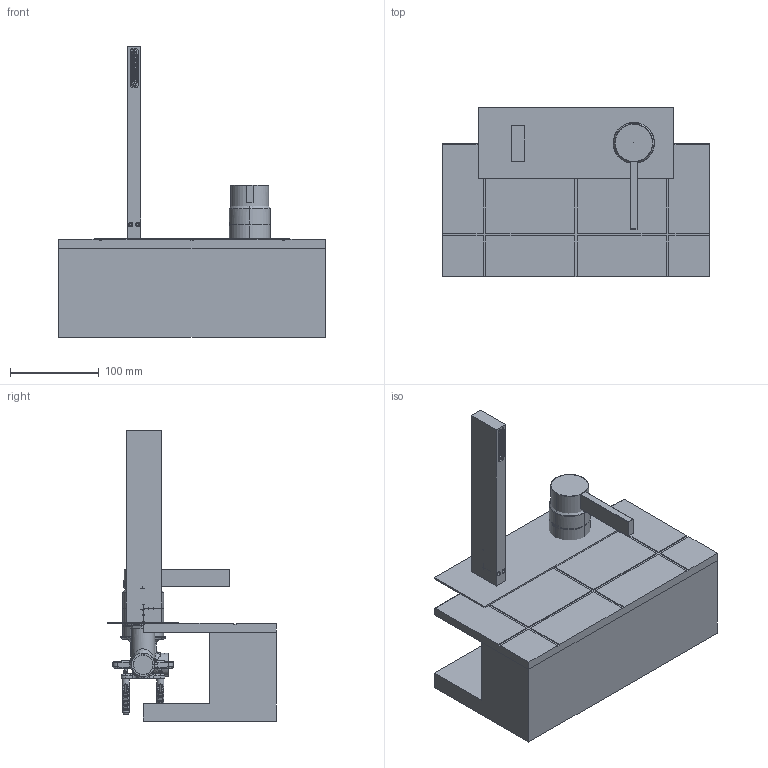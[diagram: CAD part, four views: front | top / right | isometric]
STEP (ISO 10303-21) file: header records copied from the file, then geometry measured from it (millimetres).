
FILE_DESCRIPTION (( 'STEP AP203' ), '1' );
FILE_NAME ('500021vic0_asm.STEP', '2018-09-13T20:16:50', ( '' ), ( '' ), 'SwSTEP 2.0', 'SolidWorks 2015', '' );
FILE_SCHEMA (( 'CONFIG_CONTROL_DESIGN' ));
Length unit declared in the file: millimetre
Products named in the file (55): 04000036; 16001368_ASM; MURO_INCASSI_AF1; 16000007_ASM; 16001126_ASM; 10000076; 16002192_ASM; 07010106W_D; 06000037; 03000016_AF0; 06000021; 10000418; 16000302_ASM; 11000019B; 06000107; 11000019_ASM; 06022007; 02000098; 12000800; 07010106W_B; MURO_INCASSI_AF0_ASM; 11000019D; 16000746_ASM; 12000687; 16000657_ASM; 07010106W_C; 12054701; 11000019C; 07010106W_A; 06003501; 07010106W_ASM; 12000331; 16000658_ASM; 10000083; 500020VIC0_ASM; 06020307; 01000385; 01000386_ASM; 06000907; 14000031_AF5_ASM ...
Assembly tree (63 placements, depth 6):
  500021vic0_asm
    300002VIC0_ASM
      01000386_ASM
        01000385
        12000800
      16002192_ASM
        12000687
      16000007_ASM
        07010106W_ASM
          07010106W_A
          07010106W_B
          07010106W_C
          07010106W_D
      16000112_ASM
        06003501
      14000031_AF5_ASM
        10000418  x4
        06000133  x4
      10000076
      04000099
      12000804
      MURO_INCASSI_AF0_ASM
        MURO_INCASSI_AF1
        MURO_INCASSI_PIASTRELLE_AF2
    500020VIC0_ASM
      16000758_ASM
        10000083
        04000063
      16000193_ASM
        03000018_AF0
        03000016_AF0
        06020307
        06000107
        16000657_ASM
          06022007
        16000658_ASM
          05002003
      16000794_ASM
        12054701
      16001126_ASM
        12000331
        16001368_ASM
          04000036  x2
        10000256
      16000746_ASM
        02000098
        16000302_ASM
          11000019_ASM
            11000019A
            11000019B
            11000019C
            11000019D
        06000021  x2
        06000907  x2
        06000037
Bounding box: 300 x 190 x 326.5 mm (x, y, z)
Volume: 3183236.7 mm3; surface area: 495824.2 mm2
Topology: 28 solids, 70 shells, 4340 faces, 12206 edges, 7598 vertices
Faces by surface type: plane 1738, cylinder 1443, bspline 888, cone 256, torus 15
Entity records: 144701 total; most frequent: CARTESIAN_POINT 54242, ORIENTED_EDGE 18554, DIRECTION 16402, EDGE_CURVE 9336, VERTEX_POINT 6025, AXIS2_PLACEMENT_3D 5558, LINE 5286, VECTOR 5286
